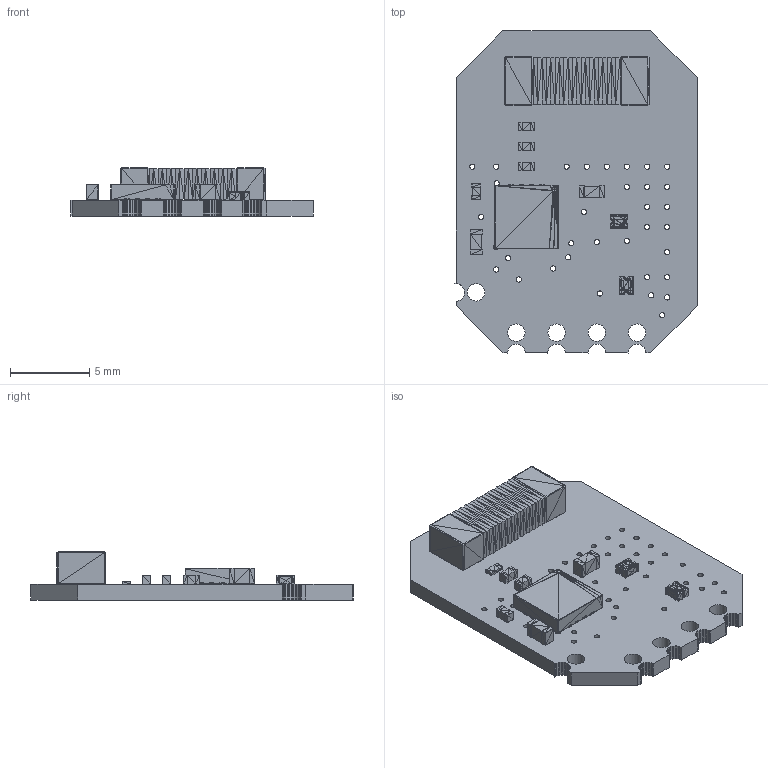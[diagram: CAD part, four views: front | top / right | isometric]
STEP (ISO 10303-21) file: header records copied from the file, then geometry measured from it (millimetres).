
FILE_DESCRIPTION(('for SolidWorks'),'2;1');
FILE_NAME('lightning.step','2015-07-30T04:36:47',( 'Chris Hamilton'),(''),'Open CASCADE STEP processor 6.6','Diptrace', 'Unknown');
FILE_SCHEMA(('AUTOMOTIVE_DESIGN { 1 0 10303 214 1 1 1 1 }'));
Length unit declared in the file: millimetre
Products named in the file (8): PCB; Board; cap_0603; cap_0402; ind_1806; rescax-4_1x1x0.65; res_0402; qfn-16_4x4x0.65
Assembly tree (11 placements, depth 2):
  PCB
    Board
    cap_0603  x2
    cap_0402  x3
    ind_1806
    rescax-4_1x1x0.65  x2
    res_0402
    qfn-16_4x4x0.65
Bounding box: 15.33 x 20.34 x 3.05 mm (x, y, z)
Volume: 278.8 mm3; surface area: 891.1 mm2
Topology: 1 solids, 35 shells, 3429 faces, 5382 edges, 2019 vertices
Faces by surface type: plane 3381, cylinder 48
Full cylindrical faces by diameter (mm): 0.33 x43, 1.1 x5
Entity records: 69670 total; most frequent: DIRECTION 9340, CARTESIAN_POINT 8236, ORIENTED_EDGE 8166, EDGE_CURVE 4086, LINE 3990, VECTOR 3990, AXIS2_PLACEMENT_3D 2675, FACE_BOUND 2663
